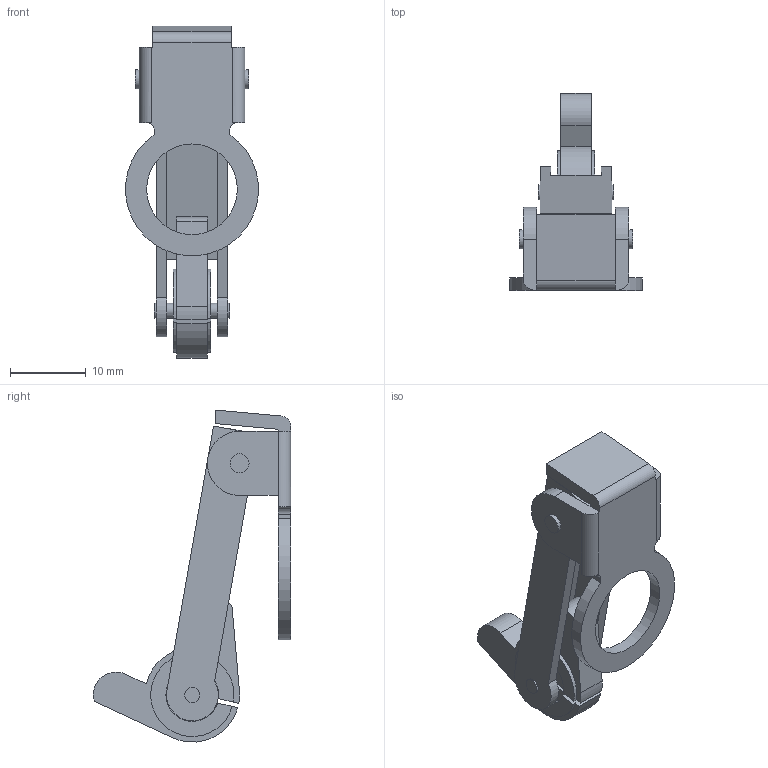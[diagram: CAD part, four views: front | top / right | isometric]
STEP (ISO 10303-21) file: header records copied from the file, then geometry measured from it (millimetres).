
FILE_DESCRIPTION( ( 'STEP AP203' ), '1' );
FILE_NAME( '34CW.stp', '2020-04-23T09:14:34', ( 'License CC BY-ND 4.0' ), ( 'CADENAS' ), ' ', 'PARTsolutions', ' ' );
FILE_SCHEMA( ( 'CONFIG_CONTROL_DESIGN' ) );
Length unit declared in the file: millimetre
Products named in the file (1): _34CW
Bounding box: 17.54 x 26.09 x 43.91 mm (x, y, z)
Volume: 2719.3 mm3; surface area: 3673.9 mm2
Topology: 1 solids, 1 shells, 78 faces, 207 edges, 137 vertices
Faces by surface type: plane 47, cylinder 31
Full cylindrical faces by diameter (mm): 2 x3, 2.5 x5, 12 x1
Entity records: 2416 total; most frequent: DIRECTION 418, CARTESIAN_POINT 407, ORIENTED_EDGE 388, EDGE_CURVE 194, AXIS2_PLACEMENT_3D 145, VERTEX_POINT 134, LINE 128, VECTOR 128
